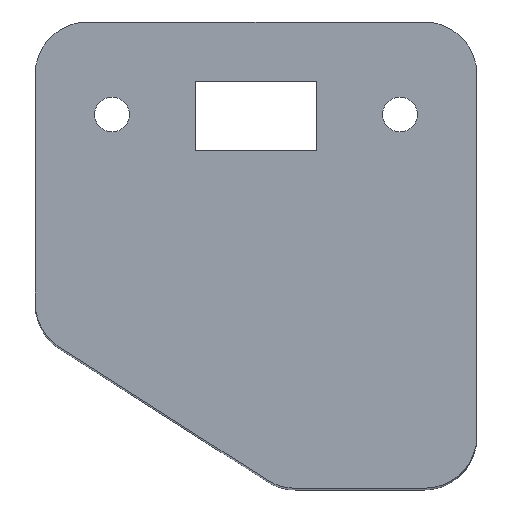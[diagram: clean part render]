
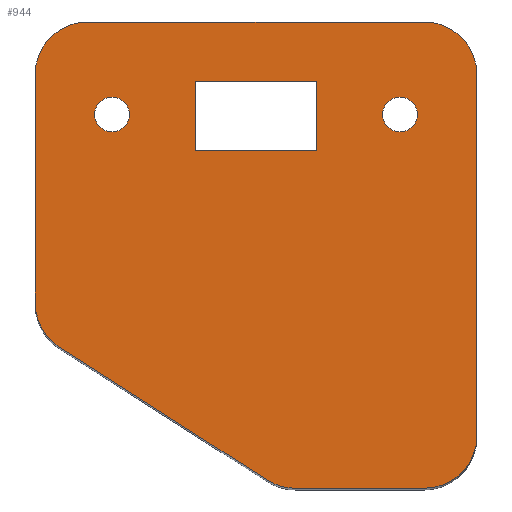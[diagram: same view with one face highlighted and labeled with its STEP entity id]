
A CAD part, top view. The second image highlights one B-rep face of the part: STEP entity #944.
In plain terms, the highlighted planar face has unit normal (0, 0, 1).
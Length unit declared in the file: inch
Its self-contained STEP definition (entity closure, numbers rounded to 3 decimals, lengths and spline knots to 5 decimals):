
#17=FACE_BOUND('',#140,.T.);
#18=FACE_BOUND('',#141,.T.);
#19=FACE_BOUND('',#142,.T.);
#44=PLANE('',#1031);
#89=FACE_OUTER_BOUND('',#139,.T.);
#139=EDGE_LOOP('',(#784,#785,#786,#787,#788,#789,#790,#791,#792,#793));
#140=EDGE_LOOP('',(#794));
#141=EDGE_LOOP('',(#795));
#142=EDGE_LOOP('',(#796,#797,#798,#799));
#227=LINE('',#1492,#332);
#231=LINE('',#1501,#336);
#234=LINE('',#1509,#339);
#237=LINE('',#1518,#342);
#239=LINE('',#1525,#344);
#240=LINE('',#1529,#345);
#241=LINE('',#1531,#346);
#242=LINE('',#1533,#347);
#243=LINE('',#1534,#348);
#332=VECTOR('',#1209,0.3937);
#336=VECTOR('',#1219,0.3937);
#339=VECTOR('',#1228,0.3937);
#342=VECTOR('',#1239,0.3937);
#344=VECTOR('',#1247,0.3937);
#345=VECTOR('',#1250,0.3937);
#346=VECTOR('',#1251,0.3937);
#347=VECTOR('',#1252,0.3937);
#348=VECTOR('',#1253,0.3937);
#384=CIRCLE('',#999,0.05);
#386=CIRCLE('',#1002,0.05);
#393=CIRCLE('',#1020,0.15);
#394=CIRCLE('',#1023,0.15);
#395=CIRCLE('',#1027,0.15);
#396=CIRCLE('',#1030,0.15);
#397=CIRCLE('',#1032,0.15);
#447=VERTEX_POINT('',#1427);
#449=VERTEX_POINT('',#1433);
#466=VERTEX_POINT('',#1489);
#467=VERTEX_POINT('',#1491);
#468=VERTEX_POINT('',#1495);
#469=VERTEX_POINT('',#1499);
#470=VERTEX_POINT('',#1503);
#471=VERTEX_POINT('',#1507);
#472=VERTEX_POINT('',#1512);
#473=VERTEX_POINT('',#1516);
#474=VERTEX_POINT('',#1520);
#475=VERTEX_POINT('',#1524);
#476=VERTEX_POINT('',#1527);
#477=VERTEX_POINT('',#1528);
#478=VERTEX_POINT('',#1530);
#479=VERTEX_POINT('',#1532);
#545=EDGE_CURVE('',#447,#447,#384,.T.);
#548=EDGE_CURVE('',#449,#449,#386,.T.);
#578=EDGE_CURVE('',#467,#466,#227,.T.);
#581=EDGE_CURVE('',#466,#468,#393,.T.);
#583=EDGE_CURVE('',#468,#469,#231,.T.);
#585=EDGE_CURVE('',#469,#470,#394,.T.);
#587=EDGE_CURVE('',#470,#471,#234,.T.);
#589=EDGE_CURVE('',#471,#472,#395,.T.);
#591=EDGE_CURVE('',#472,#473,#237,.T.);
#593=EDGE_CURVE('',#473,#474,#396,.T.);
#594=EDGE_CURVE('',#474,#475,#239,.T.);
#595=EDGE_CURVE('',#475,#467,#397,.T.);
#596=EDGE_CURVE('',#476,#477,#240,.T.);
#597=EDGE_CURVE('',#477,#478,#241,.T.);
#598=EDGE_CURVE('',#478,#479,#242,.T.);
#599=EDGE_CURVE('',#479,#476,#243,.T.);
#784=ORIENTED_EDGE('',*,*,#594,.T.);
#785=ORIENTED_EDGE('',*,*,#595,.T.);
#786=ORIENTED_EDGE('',*,*,#578,.T.);
#787=ORIENTED_EDGE('',*,*,#581,.T.);
#788=ORIENTED_EDGE('',*,*,#583,.T.);
#789=ORIENTED_EDGE('',*,*,#585,.T.);
#790=ORIENTED_EDGE('',*,*,#587,.T.);
#791=ORIENTED_EDGE('',*,*,#589,.T.);
#792=ORIENTED_EDGE('',*,*,#591,.T.);
#793=ORIENTED_EDGE('',*,*,#593,.T.);
#794=ORIENTED_EDGE('',*,*,#545,.T.);
#795=ORIENTED_EDGE('',*,*,#548,.T.);
#796=ORIENTED_EDGE('',*,*,#596,.T.);
#797=ORIENTED_EDGE('',*,*,#597,.T.);
#798=ORIENTED_EDGE('',*,*,#598,.T.);
#799=ORIENTED_EDGE('',*,*,#599,.T.);
#944=ADVANCED_FACE('',(#89,#17,#18,#19),#44,.T.);
#999=AXIS2_PLACEMENT_3D('',#1428,#1145,#1146);
#1002=AXIS2_PLACEMENT_3D('',#1434,#1152,#1153);
#1020=AXIS2_PLACEMENT_3D('',#1497,#1214,#1215);
#1023=AXIS2_PLACEMENT_3D('',#1505,#1223,#1224);
#1027=AXIS2_PLACEMENT_3D('',#1514,#1234,#1235);
#1030=AXIS2_PLACEMENT_3D('',#1522,#1243,#1244);
#1031=AXIS2_PLACEMENT_3D('',#1523,#1245,#1246);
#1032=AXIS2_PLACEMENT_3D('',#1526,#1248,#1249);
#1145=DIRECTION('center_axis',(0.,0.,
-1.));
#1146=DIRECTION('ref_axis',(1.,0.,0.));
#1152=DIRECTION('center_axis',(0.,0.,
-1.));
#1153=DIRECTION('ref_axis',(1.,0.,0.));
#1209=DIRECTION('',(1.,0.,0.));
#1214=DIRECTION('center_axis',(0.,0.,
1.));
#1215=DIRECTION('ref_axis',(1.,0.,0.));
#1219=DIRECTION('',(0.,1.,0.));
#1223=DIRECTION('center_axis',(0.,0.,
1.));
#1224=DIRECTION('ref_axis',(1.,0.,0.));
#1228=DIRECTION('',(-1.,0.,0.));
#1234=DIRECTION('center_axis',(0.,0.,
1.));
#1235=DIRECTION('ref_axis',(0.,1.,0.));
#1239=DIRECTION('',(0.,-1.,0.));
#1243=DIRECTION('center_axis',(0.,0.,
1.));
#1244=DIRECTION('ref_axis',(-0.539,-0.843,0.));
#1245=DIRECTION('center_axis',(0.,0.,
1.));
#1246=DIRECTION('ref_axis',(1.,0.,0.));
#1247=DIRECTION('',(0.843,-0.539,0.));
#1248=DIRECTION('center_axis',(0.,0.,
1.));
#1249=DIRECTION('ref_axis',(0.,-1.,0.));
#1250=DIRECTION('',(-1.,0.,0.));
#1251=DIRECTION('',(0.,1.,0.));
#1252=DIRECTION('',(1.,0.,0.));
#1253=DIRECTION('',(0.,-1.,0.));
#1427=CARTESIAN_POINT('',(0.71058,1.175,0.98414));
#1428=CARTESIAN_POINT('Origin',(0.76058,1.175,0.98414));
#1433=CARTESIAN_POINT('',(-0.11442,1.175,0.98414));
#1434=CARTESIAN_POINT('Origin',(-0.06442,1.175,0.98414));
#1489=CARTESIAN_POINT('',(0.83058,0.10441,0.98414));
#1491=CARTESIAN_POINT('',(0.46091,0.10441,0.98414));
#1492=CARTESIAN_POINT('',(-0.28442,0.10441,0.98414));
#1495=CARTESIAN_POINT('',(0.98058,0.25441,0.98414));
#1497=CARTESIAN_POINT('Origin',(0.83058,0.25441,0.98414));
#1499=CARTESIAN_POINT('',(0.98058,1.29,0.98414));
#1501=CARTESIAN_POINT('',(0.98058,0.25441,0.98414));
#1503=CARTESIAN_POINT('',(0.83058,1.44,0.98414));
#1505=CARTESIAN_POINT('Origin',(0.83058,1.29,0.98414));
#1507=CARTESIAN_POINT('',(-0.13442,1.44,0.98414));
#1509=CARTESIAN_POINT('',(0.83058,1.44,0.98414));
#1512=CARTESIAN_POINT('',(-0.28442,1.29,0.98414));
#1514=CARTESIAN_POINT('Origin',(-0.13442,1.29,0.98414));
#1516=CARTESIAN_POINT('',(-0.28442,0.635,0.98414));
#1518=CARTESIAN_POINT('',(-0.28442,1.29,0.98414));
#1520=CARTESIAN_POINT('',(-0.21522,0.50862,0.98414));
#1522=CARTESIAN_POINT('Origin',(-0.13442,0.635,0.98414));
#1523=CARTESIAN_POINT('Origin',(0.34808,0.77221,0.98414));
#1524=CARTESIAN_POINT('',(0.38012,0.12803,0.98414));
#1525=CARTESIAN_POINT('',(0.38012,0.12803,0.98414));
#1526=CARTESIAN_POINT('Origin',(0.46091,0.25441,0.98414));
#1527=CARTESIAN_POINT('',(0.52208,1.073,0.98414));
#1528=CARTESIAN_POINT('',(0.17408,1.073,0.98414));
#1529=CARTESIAN_POINT('',(0.52208,1.073,0.98414));
#1530=CARTESIAN_POINT('',(0.17408,1.27,0.98414));
#1531=CARTESIAN_POINT('',(0.17408,1.073,0.98414));
#1532=CARTESIAN_POINT('',(0.52208,1.27,0.98414));
#1533=CARTESIAN_POINT('',(0.17408,1.27,0.98414));
#1534=CARTESIAN_POINT('',(0.52208,1.27,0.98414));
